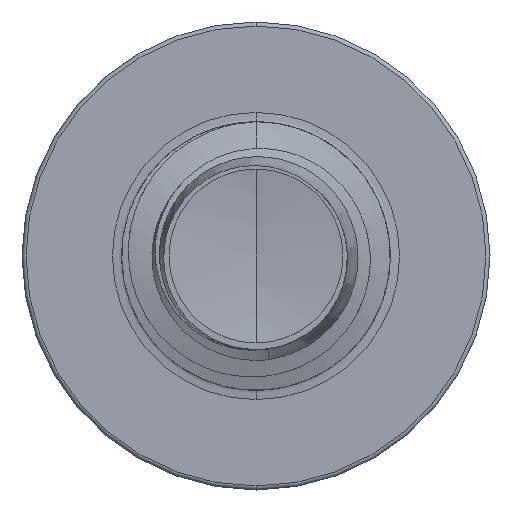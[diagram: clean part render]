
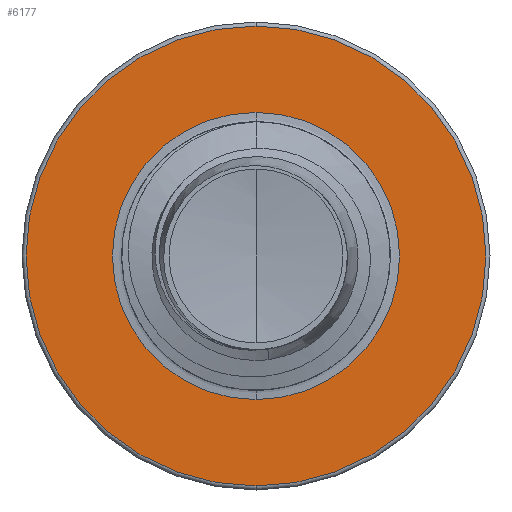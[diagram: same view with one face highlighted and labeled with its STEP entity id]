
A CAD part, front view. The second image highlights one B-rep face of the part: STEP entity #6177.
In plain terms, the highlighted planar face has unit normal (0, -1, 0).
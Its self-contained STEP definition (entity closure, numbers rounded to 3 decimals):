
#2301 = ORIENTED_EDGE ( 'NONE', *, *, #8098, .T. ) ;
#2852 = CIRCLE ( 'NONE', #23534, 1.872 ) ;
#3019 = VERTEX_POINT ( 'NONE', #7249 ) ;
#3178 = CARTESIAN_POINT ( 'NONE',  ( 0., 8., 1.872 ) ) ;
#4523 = DIRECTION ( 'NONE',  ( 0., 1., 0. ) ) ;
#4606 = VERTEX_POINT ( 'NONE', #18967 ) ;
#5710 = DIRECTION ( 'NONE',  ( 0., 0., 1. ) ) ;
#6177 = ADVANCED_FACE ( 'NONE', ( #19153, #15003 ), #11837, .F. ) ;
#6381 = DIRECTION ( 'NONE',  ( 0., 1., 0. ) ) ;
#6515 = AXIS2_PLACEMENT_3D ( 'NONE', #12276, #22929, #14508 ) ;
#7249 = CARTESIAN_POINT ( 'NONE',  ( 0., 8., 2.998 ) ) ;
#8098 = EDGE_CURVE ( 'NONE', #21596, #17330, #2852, .T. ) ;
#10411 = CIRCLE ( 'NONE', #19791, 1.872 ) ;
#11687 = CARTESIAN_POINT ( 'NONE',  ( 0., 8., -1.872 ) ) ;
#11796 = EDGE_CURVE ( 'NONE', #3019, #4606, #12857, .T. ) ;
#11837 = PLANE ( 'NONE',  #23026 ) ;
#12276 = CARTESIAN_POINT ( 'NONE',  ( 0., 8., 0. ) ) ;
#12857 = CIRCLE ( 'NONE', #15227, 2.998 ) ;
#13205 = DIRECTION ( 'NONE',  ( 0., 0., 1. ) ) ;
#13210 = DIRECTION ( 'NONE',  ( 0., 1., 0. ) ) ;
#13243 = CARTESIAN_POINT ( 'NONE',  ( 0., 8., 0. ) ) ;
#13581 = DIRECTION ( 'NONE',  ( 0., 0., 1. ) ) ;
#13586 = DIRECTION ( 'NONE',  ( 0., 1., 0. ) ) ;
#13614 = CARTESIAN_POINT ( 'NONE',  ( 0., 8., 0. ) ) ;
#13795 = EDGE_LOOP ( 'NONE', ( #21901, #2301 ) ) ;
#14508 = DIRECTION ( 'NONE',  ( 0., 0., 1. ) ) ;
#14840 = CIRCLE ( 'NONE', #6515, 2.998 ) ;
#15003 = FACE_BOUND ( 'NONE', #13795, .T. ) ;
#15227 = AXIS2_PLACEMENT_3D ( 'NONE', #13243, #13210, #13205 ) ;
#17330 = VERTEX_POINT ( 'NONE', #3178 ) ;
#17548 = CARTESIAN_POINT ( 'NONE',  ( 0., 8., 0. ) ) ;
#18967 = CARTESIAN_POINT ( 'NONE',  ( 0., 8., -2.997 ) ) ;
#18997 = EDGE_LOOP ( 'NONE', ( #21523, #20564 ) ) ;
#19128 = DIRECTION ( 'NONE',  ( 0., 0., 1. ) ) ;
#19153 = FACE_OUTER_BOUND ( 'NONE', #18997, .T. ) ;
#19791 = AXIS2_PLACEMENT_3D ( 'NONE', #17548, #4523, #19128 ) ;
#20564 = ORIENTED_EDGE ( 'NONE', *, *, #22254, .F. ) ;
#20816 = CARTESIAN_POINT ( 'NONE',  ( 0., 8., -1.872 ) ) ;
#21523 = ORIENTED_EDGE ( 'NONE', *, *, #11796, .F. ) ;
#21596 = VERTEX_POINT ( 'NONE', #20816 ) ;
#21901 = ORIENTED_EDGE ( 'NONE', *, *, #22839, .T. ) ;
#22254 = EDGE_CURVE ( 'NONE', #4606, #3019, #14840, .T. ) ;
#22839 = EDGE_CURVE ( 'NONE', #17330, #21596, #10411, .T. ) ;
#22929 = DIRECTION ( 'NONE',  ( 0., 1., 0. ) ) ;
#23026 = AXIS2_PLACEMENT_3D ( 'NONE', #11687, #6381, #5710 ) ;
#23534 = AXIS2_PLACEMENT_3D ( 'NONE', #13614, #13586, #13581 ) ;
